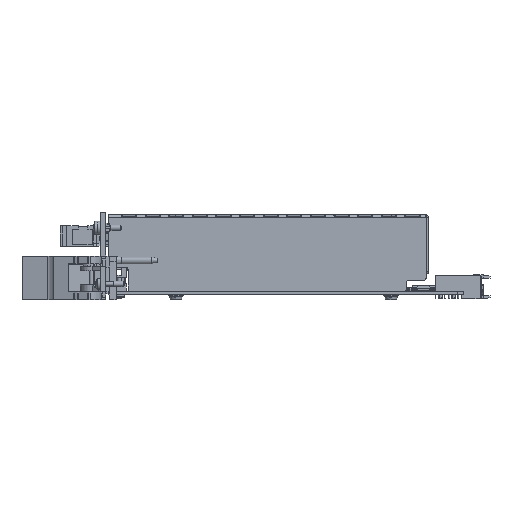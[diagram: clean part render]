
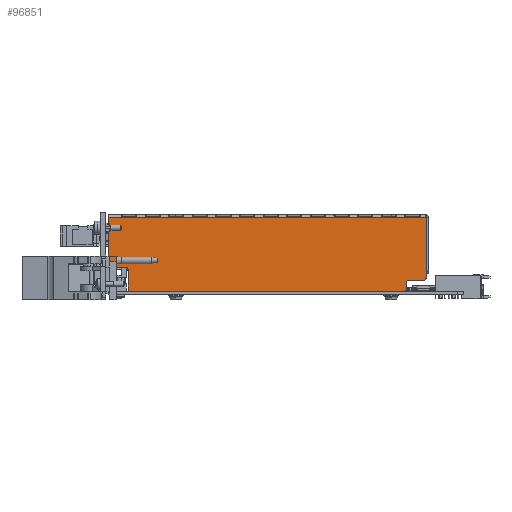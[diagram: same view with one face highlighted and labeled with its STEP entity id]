
A CAD part, front view. The second image highlights one B-rep face of the part: STEP entity #96851.
In plain terms, the highlighted planar face has unit normal (0, -1, 0).
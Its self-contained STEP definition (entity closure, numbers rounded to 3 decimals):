
#14008 = CARTESIAN_POINT ( 'NONE',  ( -98.058, -33.718, 11.29 ) ) ;
#14058 = DIRECTION ( 'NONE',  ( -1., 0., 0. ) ) ;
#23260 = AXIS2_PLACEMENT_3D ( 'NONE', #136585, #136587, #136589 ) ;
#23275 = AXIS2_PLACEMENT_3D ( 'NONE', #136877, #136879, #136881 ) ;
#23977 = AXIS2_PLACEMENT_3D ( 'NONE', #52037, #52040, #52042 ) ;
#26191 = ORIENTED_EDGE ( 'NONE', *, *, #96229, .T. ) ;
#26193 = ORIENTED_EDGE ( 'NONE', *, *, #96226, .T. ) ;
#26194 = ORIENTED_EDGE ( 'NONE', *, *, #96428, .F. ) ;
#26196 = ORIENTED_EDGE ( 'NONE', *, *, #95923, .T. ) ;
#26198 = ORIENTED_EDGE ( 'NONE', *, *, #95932, .F. ) ;
#26201 = ORIENTED_EDGE ( 'NONE', *, *, #95874, .T. ) ;
#26203 = ORIENTED_EDGE ( 'NONE', *, *, #95872, .F. ) ;
#26205 = ORIENTED_EDGE ( 'NONE', *, *, #98829, .T. ) ;
#26208 = ORIENTED_EDGE ( 'NONE', *, *, #98748, .F. ) ;
#26209 = ORIENTED_EDGE ( 'NONE', *, *, #130590, .T. ) ;
#26211 = ORIENTED_EDGE ( 'NONE', *, *, #128965, .F. ) ;
#26214 = ORIENTED_EDGE ( 'NONE', *, *, #98734, .T. ) ;
#26216 = ORIENTED_EDGE ( 'NONE', *, *, #98732, .F. ) ;
#26217 = ORIENTED_EDGE ( 'NONE', *, *, #95447, .T. ) ;
#44725 = AXIS2_PLACEMENT_3D ( 'NONE', #161164, #161165, #161166 ) ;
#52027 = CARTESIAN_POINT ( 'NONE',  ( -98.058, -33.718, 34.29 ) ) ;
#52037 = CARTESIAN_POINT ( 'NONE',  ( -97.058, -33.718, 12.29 ) ) ;
#52040 = DIRECTION ( 'NONE',  ( 0., -1., 0. ) ) ;
#52042 = DIRECTION ( 'NONE',  ( 0., 0., 1. ) ) ;
#52047 = DIRECTION ( 'NONE',  ( 0., 0., -1. ) ) ;
#54242 = CARTESIAN_POINT ( 'NONE',  ( 38.171, -33.718, 5.29 ) ) ;
#54252 = DIRECTION ( 'NONE',  ( -1., 0., 0. ) ) ;
#59813 = LINE ( 'NONE', #150224, #59848 ) ;
#59848 = VECTOR ( 'NONE', #150227, 1000. ) ;
#60238 = CIRCLE ( 'NONE', #23260, 1. ) ;
#60241 = LINE ( 'NONE', #136573, #60243 ) ;
#60243 = VECTOR ( 'NONE', #136577, 1000. ) ;
#60300 = CIRCLE ( 'NONE', #23275, 1. ) ;
#60315 = LINE ( 'NONE', #136935, #60319 ) ;
#60319 = VECTOR ( 'NONE', #136940, 1000. ) ;
#60501 = EDGE_LOOP ( 'NONE', ( #26191, #26193, #26194, #26196, #26198, #26201, #26203, #26205, #26208, #26209, #26211, #26214, #26216, #26217 ) ) ;
#77929 = VECTOR ( 'NONE', #54252, 1000. ) ;
#77983 = LINE ( 'NONE', #54242, #77929 ) ;
#78931 = CIRCLE ( 'NONE', #165859, 1. ) ;
#95447 = EDGE_CURVE ( 'NONE', #167339, #169886, #59813, .T. ) ;
#95670 = VERTEX_POINT ( 'NONE', #150694 ) ;
#95872 = EDGE_CURVE ( 'NONE', #167701, #166552, #60241, .T. ) ;
#95874 = EDGE_CURVE ( 'NONE', #167500, #166552, #60238, .T. ) ;
#95923 = EDGE_CURVE ( 'NONE', #168758, #169742, #60300, .T. ) ;
#95932 = EDGE_CURVE ( 'NONE', #167500, #169742, #60315, .T. ) ;
#96226 = EDGE_CURVE ( 'NONE', #168331, #166349, #119768, .T. ) ;
#96229 = EDGE_CURVE ( 'NONE', #169886, #168331, #119770, .T. ) ;
#96428 = EDGE_CURVE ( 'NONE', #168758, #166349, #120470, .T. ) ;
#96851 = ADVANCED_FACE ( 'NONE', ( #164806 ), #161151, .F. ) ;
#98732 = EDGE_CURVE ( 'NONE', #167339, #167128, #139703, .T. ) ;
#98734 = EDGE_CURVE ( 'NONE', #166106, #167128, #139713, .T. ) ;
#98748 = EDGE_CURVE ( 'NONE', #168371, #95670, #139753, .T. ) ;
#98829 = EDGE_CURVE ( 'NONE', #167701, #95670, #140679, .T. ) ;
#109023 = CARTESIAN_POINT ( 'NONE',  ( 46.171, -33.718, 5.29 ) ) ;
#109081 = CARTESIAN_POINT ( 'NONE',  ( -97.058, -33.718, 11.29 ) ) ;
#109103 = CARTESIAN_POINT ( 'NONE',  ( -88.058, -33.718, 0.29 ) ) ;
#109217 = CARTESIAN_POINT ( 'NONE',  ( 47.171, -33.718, 6.29 ) ) ;
#109309 = CARTESIAN_POINT ( 'NONE',  ( 47.171, -33.718, 33.99 ) ) ;
#109380 = CARTESIAN_POINT ( 'NONE',  ( -89.058, -33.718, 1.29 ) ) ;
#109467 = CARTESIAN_POINT ( 'NONE',  ( 37.171, -33.718, 0.29 ) ) ;
#109723 = CARTESIAN_POINT ( 'NONE',  ( -98.058, -33.718, 12.29 ) ) ;
#109741 = CARTESIAN_POINT ( 'NONE',  ( 38.171, -33.718, 4.29 ) ) ;
#109854 = CARTESIAN_POINT ( 'NONE',  ( -90.058, -33.718, 11.29 ) ) ;
#109868 = CARTESIAN_POINT ( 'NONE',  ( 39.171, -33.718, 5.29 ) ) ;
#110109 = CARTESIAN_POINT ( 'NONE',  ( -89.058, -33.718, 10.29 ) ) ;
#110146 = CARTESIAN_POINT ( 'NONE',  ( -98.058, -33.718, 33.99 ) ) ;
#113470 = CARTESIAN_POINT ( 'NONE',  ( 39.171, -33.718, 4.29 ) ) ;
#113472 = DIRECTION ( 'NONE',  ( 0., 1., 0. ) ) ;
#113474 = DIRECTION ( 'NONE',  ( 0., 0., 1. ) ) ;
#119768 = CIRCLE ( 'NONE', #23977, 1. ) ;
#119770 = LINE ( 'NONE', #52027, #119771 ) ;
#119771 = VECTOR ( 'NONE', #52047, 1000. ) ;
#120470 = LINE ( 'NONE', #14008, #120475 ) ;
#120475 = VECTOR ( 'NONE', #14058, 1000. ) ;
#124355 = AXIS2_PLACEMENT_3D ( 'NONE', #140847, #140848, #140850 ) ;
#124600 = AXIS2_PLACEMENT_3D ( 'NONE', #136131, #136133, #136136 ) ;
#128965 = EDGE_CURVE ( 'NONE', #166106, #168804, #77983, .T. ) ;
#130590 = EDGE_CURVE ( 'NONE', #168371, #168804, #78931, .T. ) ;
#136131 = CARTESIAN_POINT ( 'NONE',  ( 37.171, -33.718, 1.29 ) ) ;
#136133 = DIRECTION ( 'NONE',  ( 0., -1., 0. ) ) ;
#136136 = DIRECTION ( 'NONE',  ( 0., 0., 1. ) ) ;
#136573 = CARTESIAN_POINT ( 'NONE',  ( 46.942, -33.718, 0.29 ) ) ;
#136577 = DIRECTION ( 'NONE',  ( -1., 0., 0. ) ) ;
#136585 = CARTESIAN_POINT ( 'NONE',  ( -88.058, -33.718, 1.29 ) ) ;
#136587 = DIRECTION ( 'NONE',  ( 0., -1., 0. ) ) ;
#136589 = DIRECTION ( 'NONE',  ( 0., 0., 1. ) ) ;
#136877 = CARTESIAN_POINT ( 'NONE',  ( -90.058, -33.718, 10.29 ) ) ;
#136879 = DIRECTION ( 'NONE',  ( 0., 1., 0. ) ) ;
#136881 = DIRECTION ( 'NONE',  ( 0., 0., 1. ) ) ;
#136935 = CARTESIAN_POINT ( 'NONE',  ( -89.058, -33.718, 11.29 ) ) ;
#136940 = DIRECTION ( 'NONE',  ( 0., 0., 1. ) ) ;
#139703 = LINE ( 'NONE', #140804, #139708 ) ;
#139708 = VECTOR ( 'NONE', #140788, 1000. ) ;
#139713 = CIRCLE ( 'NONE', #124355, 1. ) ;
#139753 = LINE ( 'NONE', #141066, #139755 ) ;
#139755 = VECTOR ( 'NONE', #141068, 1000. ) ;
#140679 = CIRCLE ( 'NONE', #124600, 1. ) ;
#140788 = DIRECTION ( 'NONE',  ( 0., 0., -1. ) ) ;
#140804 = CARTESIAN_POINT ( 'NONE',  ( 47.171, -33.718, 33.99 ) ) ;
#140847 = CARTESIAN_POINT ( 'NONE',  ( 46.171, -33.718, 6.29 ) ) ;
#140848 = DIRECTION ( 'NONE',  ( 0., -1., 0. ) ) ;
#140850 = DIRECTION ( 'NONE',  ( 0., 0., 1. ) ) ;
#141066 = CARTESIAN_POINT ( 'NONE',  ( 38.171, -33.718, 0.29 ) ) ;
#141068 = DIRECTION ( 'NONE',  ( 0., 0., -1. ) ) ;
#150224 = CARTESIAN_POINT ( 'NONE',  ( 46.942, -33.718, 33.99 ) ) ;
#150227 = DIRECTION ( 'NONE',  ( -1., 0., 0. ) ) ;
#150694 = CARTESIAN_POINT ( 'NONE',  ( 38.171, -33.718, 1.29 ) ) ;
#161151 = PLANE ( 'NONE',  #44725 ) ;
#161164 = CARTESIAN_POINT ( 'NONE',  ( 46.942, -33.718, 34.29 ) ) ;
#161165 = DIRECTION ( 'NONE',  ( 0., 1., 0. ) ) ;
#161166 = DIRECTION ( 'NONE',  ( 1., 0., 0. ) ) ;
#164806 = FACE_OUTER_BOUND ( 'NONE', #60501, .T. ) ;
#165859 = AXIS2_PLACEMENT_3D ( 'NONE', #113470, #113472, #113474 ) ;
#166106 = VERTEX_POINT ( 'NONE', #109023 ) ;
#166349 = VERTEX_POINT ( 'NONE', #109081 ) ;
#166552 = VERTEX_POINT ( 'NONE', #109103 ) ;
#167128 = VERTEX_POINT ( 'NONE', #109217 ) ;
#167339 = VERTEX_POINT ( 'NONE', #109309 ) ;
#167500 = VERTEX_POINT ( 'NONE', #109380 ) ;
#167701 = VERTEX_POINT ( 'NONE', #109467 ) ;
#168331 = VERTEX_POINT ( 'NONE', #109723 ) ;
#168371 = VERTEX_POINT ( 'NONE', #109741 ) ;
#168758 = VERTEX_POINT ( 'NONE', #109854 ) ;
#168804 = VERTEX_POINT ( 'NONE', #109868 ) ;
#169742 = VERTEX_POINT ( 'NONE', #110109 ) ;
#169886 = VERTEX_POINT ( 'NONE', #110146 ) ;
